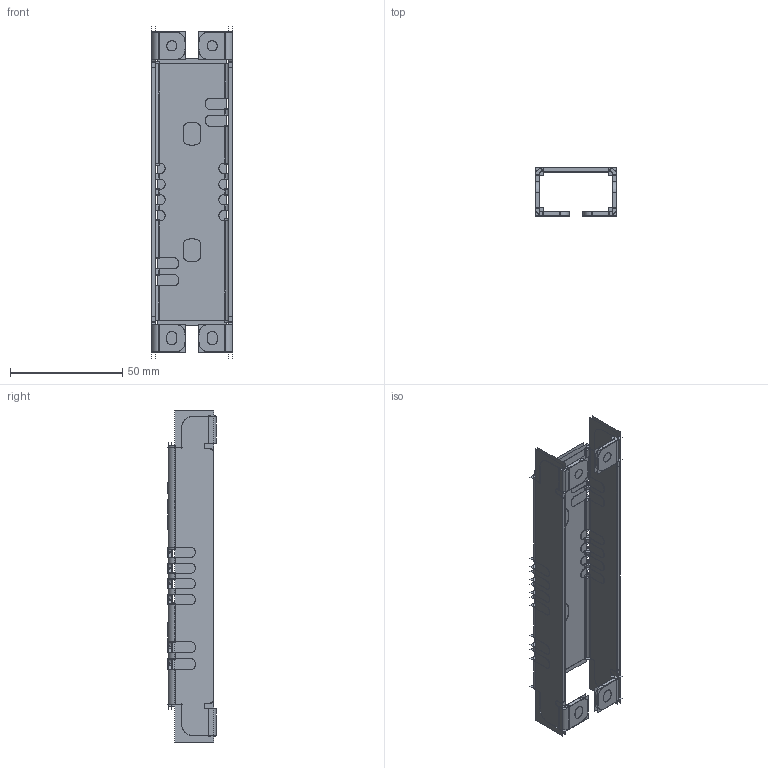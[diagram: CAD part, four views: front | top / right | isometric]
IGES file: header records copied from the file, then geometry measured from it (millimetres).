
Start section:  PTC IGES file: 235848_sm01.igs
Global section: file name: 235848_sm01.igs; native system: Creo Parametric by PTC Inc.; preprocessor: 2022414; author: banengservice; organization: Unknown; date: 20240619.173508; units: millimetre
Bounding box: 36.36 x 21.56 x 147.68 mm (x, y, z)
Volume: 13192 mm3; surface area: 78720.9 mm2
Topology: 1 solids, 1 shells, 596 faces, 3072 edges, 3816 vertices
Faces by surface type: bspline 348, revolution 248
